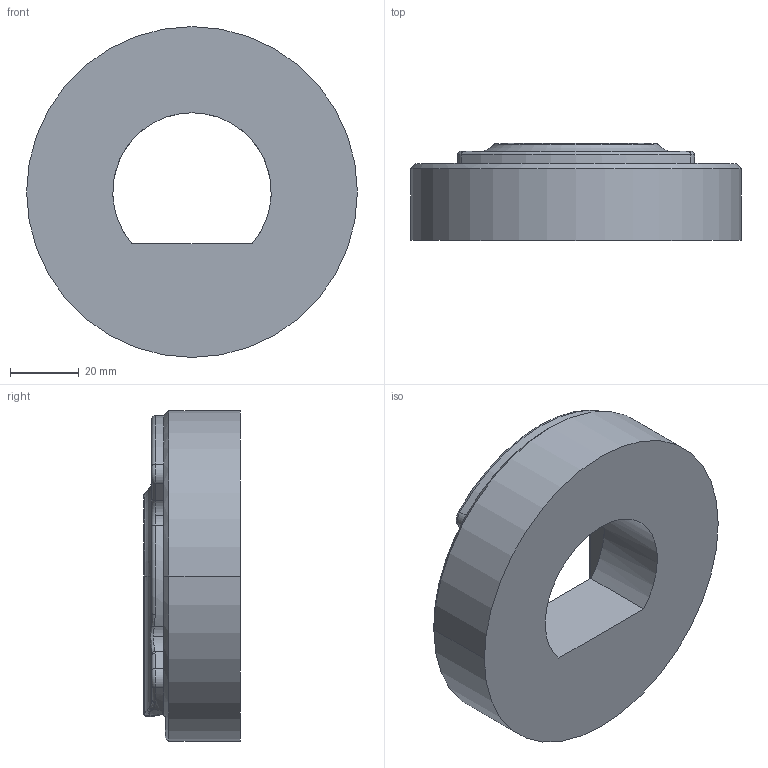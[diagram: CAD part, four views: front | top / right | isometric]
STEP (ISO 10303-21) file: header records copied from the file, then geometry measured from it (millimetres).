
FILE_DESCRIPTION (( 'STEP AP214' ), '1' );
FILE_NAME ('printable_cheetah_leg_actuator.STEP', '2025-06-27T19:28:06', ( '' ), ( '' ), 'SwSTEP 2.0', 'SolidWorks 2024', '' );
FILE_SCHEMA (( 'AUTOMOTIVE_DESIGN' ));
Length unit declared in the file: millimetre
Products named in the file (1): printable_cheetah_leg_actuator
Bounding box: 96 x 28.09 x 96 mm (x, y, z)
Volume: 133314.8 mm3; surface area: 25138.7 mm2
Topology: 1 solids, 4 shells, 231 faces, 579 edges, 354 vertices
Faces by surface type: torus 69, cylinder 51, plane 45, cone 44, bspline 22
Entity records: 7684 total; most frequent: CARTESIAN_POINT 2125, DIRECTION 1249, ORIENTED_EDGE 1158, EDGE_CURVE 579, AXIS2_PLACEMENT_3D 542, VERTEX_POINT 354, CIRCLE 332, EDGE_LOOP 233
